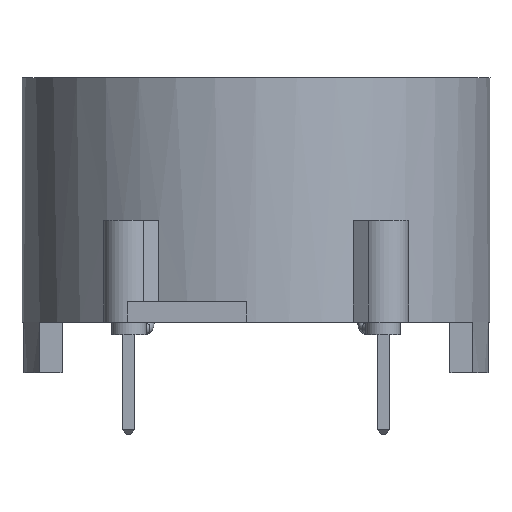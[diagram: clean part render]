
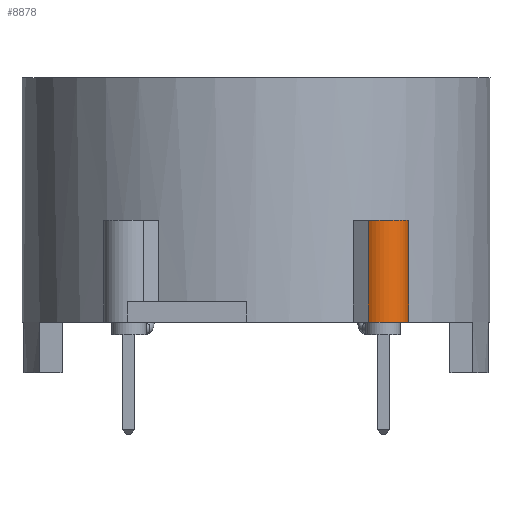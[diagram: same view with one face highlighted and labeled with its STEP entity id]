
A CAD part, left-side view. The second image highlights one B-rep face of the part: STEP entity #8878.
In plain terms, the highlighted cylindrical face has radius 1.25 mm (diameter 2.5 mm), a partial arc.
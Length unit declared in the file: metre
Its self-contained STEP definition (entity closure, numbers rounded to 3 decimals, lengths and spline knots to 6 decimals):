
#552=LINE('',#12988,#1055);
#553=LINE('',#12992,#1056);
#1055=VECTOR('',#10508,1.);
#1056=VECTOR('',#10513,1.);
#1350=CIRCLE('',#9182,0.00125);
#1372=CIRCLE('',#9322,0.00125);
#2428=ORIENTED_EDGE('',*,*,#3193,.F.);
#2429=ORIENTED_EDGE('',*,*,#3595,.F.);
#2430=ORIENTED_EDGE('',*,*,#3596,.T.);
#2431=ORIENTED_EDGE('',*,*,#3597,.T.);
#3193=EDGE_CURVE('',#3934,#3935,#1350,.T.);
#3595=EDGE_CURVE('',#4222,#3934,#552,.T.);
#3596=EDGE_CURVE('',#4222,#4223,#1372,.T.);
#3597=EDGE_CURVE('',#4223,#3935,#553,.T.);
#3934=VERTEX_POINT('',#11560);
#3935=VERTEX_POINT('',#11562);
#4222=VERTEX_POINT('',#12987);
#4223=VERTEX_POINT('',#12991);
#4708=EDGE_LOOP('',(#2428,#2429,#2430,#2431));
#5339=FACE_BOUND('',#4708,.T.);
#5775=CYLINDRICAL_SURFACE('',#9321,0.00125);
#8878=ADVANCED_FACE('',(#5339),#5775,.T.);
#9182=AXIS2_PLACEMENT_3D('',#11561,#9886,#9887);
#9321=AXIS2_PLACEMENT_3D('',#12989,#10509,#10510);
#9322=AXIS2_PLACEMENT_3D('',#12990,#10511,#10512);
#9886=DIRECTION('',(0.,0.,1.));
#9887=DIRECTION('',(0.,-1.,0.));
#10508=DIRECTION('',(0.,0.,1.));
#10509=DIRECTION('',(0.,0.,-1.));
#10510=DIRECTION('',(1.,0.,0.));
#10511=DIRECTION('',(0.,0.,1.));
#10512=DIRECTION('',(0.,-1.,0.));
#10513=DIRECTION('',(0.,0.,1.));
#11560=CARTESIAN_POINT('',(0.011007,0.005509,-0.007));
#11561=CARTESIAN_POINT('',(0.01,0.00625,-0.007));
#11562=CARTESIAN_POINT('',(0.009775,0.00748,-0.007));
#12987=CARTESIAN_POINT('',(0.011007,0.005509,-0.012));
#12988=CARTESIAN_POINT('',(0.011007,0.005509,-0.012));
#12989=CARTESIAN_POINT('',(0.01,0.00625,-0.012));
#12990=CARTESIAN_POINT('',(0.01,0.00625,-0.012));
#12991=CARTESIAN_POINT('',(0.009775,0.00748,-0.012));
#12992=CARTESIAN_POINT('',(0.009775,0.00748,-0.012));
